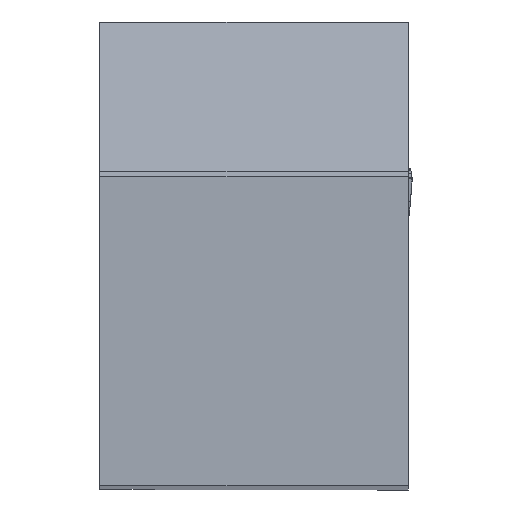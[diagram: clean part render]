
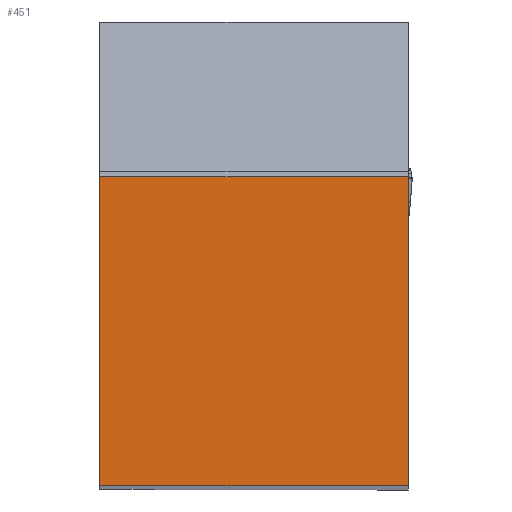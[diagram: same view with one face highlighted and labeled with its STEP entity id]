
A CAD part, top view. The second image highlights one B-rep face of the part: STEP entity #451.
In plain terms, the highlighted planar face has unit normal (0, 0, 1).
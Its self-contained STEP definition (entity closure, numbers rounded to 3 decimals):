
#116=PLANE('',#3918);
#451=ADVANCED_FACE('',(#736),#116,.F.);
#736=FACE_OUTER_BOUND('',#949,.T.);
#949=EDGE_LOOP('',(#2176,#2177,#2178,#2179));
#2176=ORIENTED_EDGE('',*,*,#3090,.T.);
#2177=ORIENTED_EDGE('',*,*,#3113,.T.);
#2178=ORIENTED_EDGE('',*,*,#3062,.F.);
#2179=ORIENTED_EDGE('',*,*,#3114,.F.);
#2559=VERTEX_POINT('',#7037);
#2560=VERTEX_POINT('',#7039);
#2581=VERTEX_POINT('',#7109);
#2582=VERTEX_POINT('',#7111);
#3062=EDGE_CURVE('',#2559,#2560,#3316,.T.);
#3090=EDGE_CURVE('',#2582,#2581,#3336,.T.);
#3113=EDGE_CURVE('',#2581,#2560,#3353,.T.);
#3114=EDGE_CURVE('',#2582,#2559,#3354,.T.);
#3316=LINE('',#7038,#3559);
#3336=LINE('',#7110,#3579);
#3353=LINE('',#7191,#3596);
#3354=LINE('',#7192,#3597);
#3559=VECTOR('',#4683,1.);
#3579=VECTOR('',#4721,1.);
#3596=VECTOR('',#4760,1.);
#3597=VECTOR('',#4761,1.);
#3918=AXIS2_PLACEMENT_3D('',#7193,#4762,#4763);
#4683=DIRECTION('',(0.,1.,0.));
#4721=DIRECTION('',(0.,1.,0.));
#4760=DIRECTION('',(-1.,0.,0.));
#4761=DIRECTION('',(-1.,0.,0.));
#4762=DIRECTION('',(0.,0.,-1.));
#4763=DIRECTION('',(-1.,0.,0.));
#7037=CARTESIAN_POINT('',(0.,0.,0.));
#7038=CARTESIAN_POINT('',(0.,40.,0.));
#7039=CARTESIAN_POINT('',(0.,11.9,0.));
#7109=CARTESIAN_POINT('',(11.9,11.9,0.));
#7110=CARTESIAN_POINT('',(11.9,40.,0.));
#7111=CARTESIAN_POINT('',(11.9,0.,0.));
#7191=CARTESIAN_POINT('',(0.,11.9,0.));
#7192=CARTESIAN_POINT('',(0.,0.,0.));
#7193=CARTESIAN_POINT('',(0.,11.9,0.));
